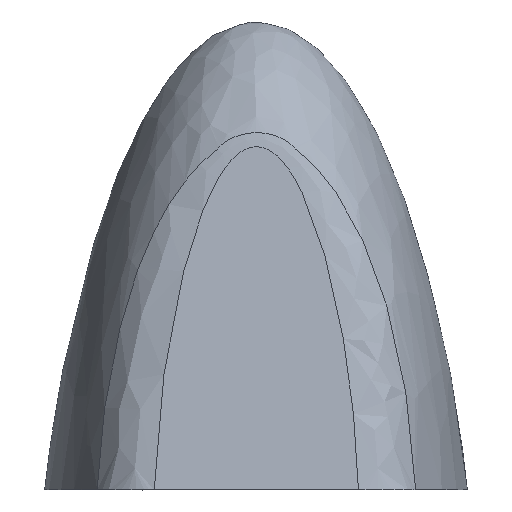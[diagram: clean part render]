
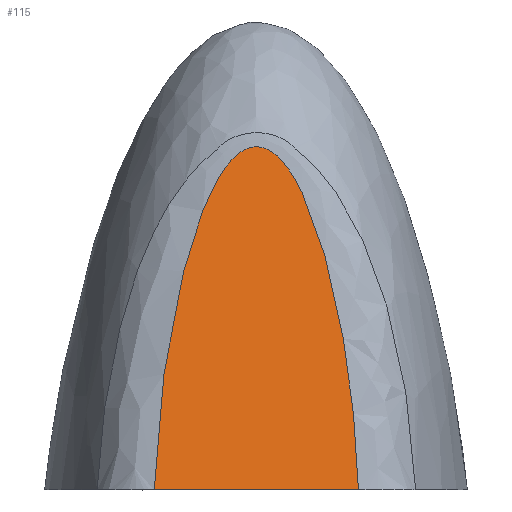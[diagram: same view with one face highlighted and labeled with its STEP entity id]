
A CAD part, front view. The second image highlights one B-rep face of the part: STEP entity #115.
In plain terms, the highlighted planar face has unit normal (0, -0.985, 0.174).
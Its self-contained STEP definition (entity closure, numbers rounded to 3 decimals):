
#16=LINE('',#684,#18);
#18=VECTOR('',#139,10.);
#20=PLANE('',#132);
#26=FACE_OUTER_BOUND('',#32,.T.);
#32=EDGE_LOOP('',(#104,#105));
#39=B_SPLINE_CURVE_WITH_KNOTS('',3,(#525,#526,#527,#528,#529,#530,#531,
#532,#533,#534,#535,#536,#537,#538,#539,#540,#541,#542,#543,#544,#545,#546,
#547,#548,#549,#550,#551,#552,#553,#554,#555,#556,#557,#558,#559,#560,#561,
#562,#563,#564,#565,#566,#567,#568,#569,#570,#571,#572,#573,#574),
 .UNSPECIFIED.,.F.,.F.,(4,1,1,1,1,1,1,1,1,1,1,2,1,1,1,1,1,1,1,1,1,1,1,1,
1,1,1,1,2,1,1,1,1,1,1,1,1,1,1,1,1,1,1,1,1,4),(-0.054,2.013,
4.09,5.128,6.167,8.243,10.32,
12.397,14.474,15.513,16.032,16.551,
16.557,16.562,16.573,16.596,16.64,
16.729,16.907,17.264,17.62,17.976,
18.332,18.688,19.045,19.223,19.312,
19.356,19.401,19.409,19.417,19.433,
19.466,19.531,19.66,19.92,20.18,
20.44,21.478,23.556,25.634,27.711,
29.789,31.867,33.944,36.011),
 .UNSPECIFIED.);
#48=VERTEX_POINT('',#445);
#53=VERTEX_POINT('',#516);
#65=EDGE_CURVE('',#53,#48,#39,.T.);
#71=EDGE_CURVE('',#53,#48,#16,.T.);
#104=ORIENTED_EDGE('',*,*,#65,.F.);
#105=ORIENTED_EDGE('',*,*,#71,.T.);
#115=ADVANCED_FACE('',(#26),#20,.F.);
#132=AXIS2_PLACEMENT_3D('',#1696,#140,#141);
#139=DIRECTION('',(1.,0.,0.));
#140=DIRECTION('center_axis',(0.,0.985,-0.174));
#141=DIRECTION('ref_axis',(0.,0.174,0.985));
#445=CARTESIAN_POINT('',(48.851,-114.176,30.506));
#516=CARTESIAN_POINT('',(-48.851,-114.176,30.506));
#525=CARTESIAN_POINT('Ctrl Pts',(-48.851,-114.176,30.506));
#526=CARTESIAN_POINT('Ctrl Pts',(-48.656,-112.98,37.286));
#527=CARTESIAN_POINT('Ctrl Pts',(-47.99,-110.584,50.878));
#528=CARTESIAN_POINT('Ctrl Pts',(-46.483,-107.596,67.823));
#529=CARTESIAN_POINT('Ctrl Pts',(-44.877,-105.201,81.404));
#530=CARTESIAN_POINT('Ctrl Pts',(-43.004,-102.811,94.961));
#531=CARTESIAN_POINT('Ctrl Pts',(-40.156,-99.837,111.827));
#532=CARTESIAN_POINT('Ctrl Pts',(-35.845,-96.3,131.884));
#533=CARTESIAN_POINT('Ctrl Pts',(-30.417,-92.819,151.626));
#534=CARTESIAN_POINT('Ctrl Pts',(-24.544,-89.983,167.71));
#535=CARTESIAN_POINT('Ctrl Pts',(-19.117,-88.087,178.462));
#536=CARTESIAN_POINT('Ctrl Pts',(-15.43,-87.071,184.224));
#537=CARTESIAN_POINT('Ctrl Pts',(-13.313,-86.593,186.937));
#538=CARTESIAN_POINT('Ctrl Pts',(-12.151,-86.366,188.225));
#539=CARTESIAN_POINT('Ctrl Pts',(-12.126,-86.361,188.252));
#540=CARTESIAN_POINT('Ctrl Pts',(-12.077,-86.351,188.307));
#541=CARTESIAN_POINT('Ctrl Pts',(-11.99,-86.334,188.402));
#542=CARTESIAN_POINT('Ctrl Pts',(-11.816,-86.301,188.591));
#543=CARTESIAN_POINT('Ctrl Pts',(-11.462,-86.235,188.966));
#544=CARTESIAN_POINT('Ctrl Pts',(-10.738,-86.105,189.701));
#545=CARTESIAN_POINT('Ctrl Pts',(-9.22,-85.858,191.104));
#546=CARTESIAN_POINT('Ctrl Pts',(-6.837,-85.545,192.878));
#547=CARTESIAN_POINT('Ctrl Pts',(-3.579,-85.275,194.41));
#548=CARTESIAN_POINT('Ctrl Pts',(0.007,-85.172,
194.993));
#549=CARTESIAN_POINT('Ctrl Pts',(3.583,-85.275,194.409));
#550=CARTESIAN_POINT('Ctrl Pts',(6.835,-85.545,192.877));
#551=CARTESIAN_POINT('Ctrl Pts',(9.221,-85.858,191.104));
#552=CARTESIAN_POINT('Ctrl Pts',(10.737,-86.105,189.702));
#553=CARTESIAN_POINT('Ctrl Pts',(11.462,-86.235,188.966));
#554=CARTESIAN_POINT('Ctrl Pts',(11.866,-86.31,188.538));
#555=CARTESIAN_POINT('Ctrl Pts',(12.065,-86.349,188.321));
#556=CARTESIAN_POINT('Ctrl Pts',(12.181,-86.372,188.192));
#557=CARTESIAN_POINT('Ctrl Pts',(12.217,-86.379,188.152));
#558=CARTESIAN_POINT('Ctrl Pts',(12.289,-86.393,188.072));
#559=CARTESIAN_POINT('Ctrl Pts',(12.413,-86.417,187.932));
#560=CARTESIAN_POINT('Ctrl Pts',(12.661,-86.467,187.65));
#561=CARTESIAN_POINT('Ctrl Pts',(13.149,-86.568,187.079));
#562=CARTESIAN_POINT('Ctrl Pts',(14.097,-86.773,185.915));
#563=CARTESIAN_POINT('Ctrl Pts',(15.379,-87.077,184.193));
#564=CARTESIAN_POINT('Ctrl Pts',(16.818,-87.454,182.055));
#565=CARTESIAN_POINT('Ctrl Pts',(19.529,-88.23,177.651));
#566=CARTESIAN_POINT('Ctrl Pts',(24.539,-89.982,167.715));
#567=CARTESIAN_POINT('Ctrl Pts',(30.421,-92.819,151.625));
#568=CARTESIAN_POINT('Ctrl Pts',(35.873,-96.32,131.771));
#569=CARTESIAN_POINT('Ctrl Pts',(40.166,-99.847,111.768));
#570=CARTESIAN_POINT('Ctrl Pts',(43.579,-103.412,91.549));
#571=CARTESIAN_POINT('Ctrl Pts',(46.177,-106.991,71.253));
#572=CARTESIAN_POINT('Ctrl Pts',(47.99,-110.583,50.883));
#573=CARTESIAN_POINT('Ctrl Pts',(48.656,-112.98,37.288));
#574=CARTESIAN_POINT('Ctrl Pts',(48.851,-114.176,30.506));
#684=CARTESIAN_POINT('',(-0.001,-114.176,30.506));
#1696=CARTESIAN_POINT('Origin',(-0.001,-94.126,
144.213));
